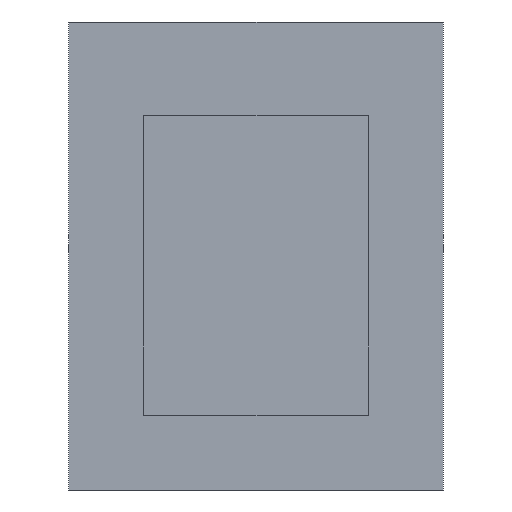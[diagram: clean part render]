
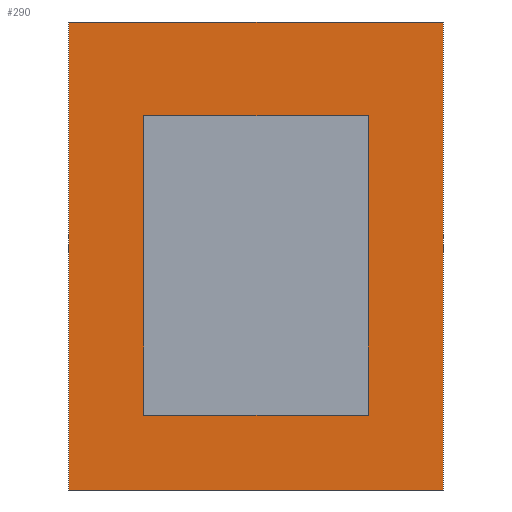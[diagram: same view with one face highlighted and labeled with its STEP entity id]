
A CAD part, left-side view. The second image highlights one B-rep face of the part: STEP entity #290.
In plain terms, the highlighted planar face has unit normal (-1, 0, 0).
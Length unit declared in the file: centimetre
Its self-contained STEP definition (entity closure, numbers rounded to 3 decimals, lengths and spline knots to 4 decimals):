
#28=FACE_BOUND('',#53,.T.);
#36=FACE_OUTER_BOUND('',#52,.T.);
#52=EDGE_LOOP('',(#220,#221,#222,#223));
#53=EDGE_LOOP('',(#224,#225,#226,#227));
#64=LINE('',#405,#100);
#68=LINE('',#413,#104);
#71=LINE('',#419,#107);
#74=LINE('',#424,#110);
#79=LINE('',#434,#115);
#81=LINE('',#440,#117);
#84=LINE('',#445,#120);
#85=LINE('',#446,#121);
#100=VECTOR('',#327,0.6);
#104=VECTOR('',#333,0.8);
#107=VECTOR('',#338,0.6);
#110=VECTOR('',#343,0.8);
#115=VECTOR('',#350,1.25);
#117=VECTOR('',#354,1.25);
#120=VECTOR('',#359,1.);
#121=VECTOR('',#360,1.);
#136=VERTEX_POINT('',#403);
#137=VERTEX_POINT('',#404);
#140=VERTEX_POINT('',#412);
#142=VERTEX_POINT('',#418);
#144=VERTEX_POINT('',#427);
#147=VERTEX_POINT('',#432);
#149=VERTEX_POINT('',#437);
#150=VERTEX_POINT('',#439);
#160=EDGE_CURVE('',#136,#137,#64,.T.);
#164=EDGE_CURVE('',#137,#140,#68,.T.);
#167=EDGE_CURVE('',#140,#142,#71,.T.);
#170=EDGE_CURVE('',#142,#136,#74,.T.);
#175=EDGE_CURVE('',#147,#144,#79,.T.);
#177=EDGE_CURVE('',#149,#150,#81,.T.);
#180=EDGE_CURVE('',#147,#150,#84,.T.);
#181=EDGE_CURVE('',#144,#149,#85,.T.);
#220=ORIENTED_EDGE('',*,*,#180,.T.);
#221=ORIENTED_EDGE('',*,*,#177,.F.);
#222=ORIENTED_EDGE('',*,*,#181,.F.);
#223=ORIENTED_EDGE('',*,*,#175,.F.);
#224=ORIENTED_EDGE('',*,*,#167,.T.);
#225=ORIENTED_EDGE('',*,*,#170,.T.);
#226=ORIENTED_EDGE('',*,*,#160,.T.);
#227=ORIENTED_EDGE('',*,*,#164,.T.);
#274=PLANE('',#309);
#290=ADVANCED_FACE('',(#36,#28),#274,.F.);
#309=AXIS2_PLACEMENT_3D('',#444,#357,#358);
#327=DIRECTION('',(0.,-1.,0.));
#333=DIRECTION('',(0.,0.,-1.));
#338=DIRECTION('',(0.,1.,0.));
#343=DIRECTION('',(0.,0.,1.));
#350=DIRECTION('',(0.,0.,1.));
#354=DIRECTION('',(0.,0.,-1.));
#357=DIRECTION('center_axis',(1.,0.,0.));
#358=DIRECTION('ref_axis',(0.,1.,0.));
#359=DIRECTION('',(0.,-1.,0.));
#360=DIRECTION('',(0.,-1.,0.));
#403=CARTESIAN_POINT('',(0.,0.8,1.));
#404=CARTESIAN_POINT('',(0.,0.2,1.));
#405=CARTESIAN_POINT('',(0.,0.35,1.));
#412=CARTESIAN_POINT('',(0.,0.2,0.2));
#413=CARTESIAN_POINT('',(0.,0.2,0.4125));
#418=CARTESIAN_POINT('',(0.,0.8,0.2));
#419=CARTESIAN_POINT('',(0.,0.65,0.2));
#424=CARTESIAN_POINT('',(0.,0.8,0.8125));
#427=CARTESIAN_POINT('',(0.,1.,1.25));
#432=CARTESIAN_POINT('',(0.,1.,0.));
#434=CARTESIAN_POINT('',(0.,1.,0.625));
#437=CARTESIAN_POINT('',(0.,0.,1.25));
#439=CARTESIAN_POINT('',(0.,0.,0.));
#440=CARTESIAN_POINT('',(0.,0.,0.625));
#444=CARTESIAN_POINT('Origin',(0.,0.5,0.625));
#445=CARTESIAN_POINT('',(0.,0.5,0.));
#446=CARTESIAN_POINT('',(0.,0.5,1.25));
